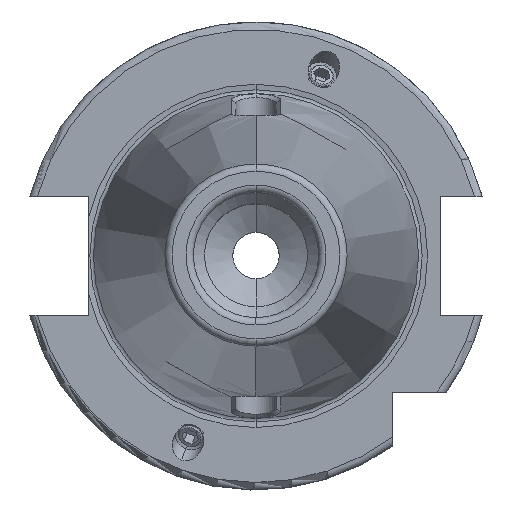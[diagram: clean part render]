
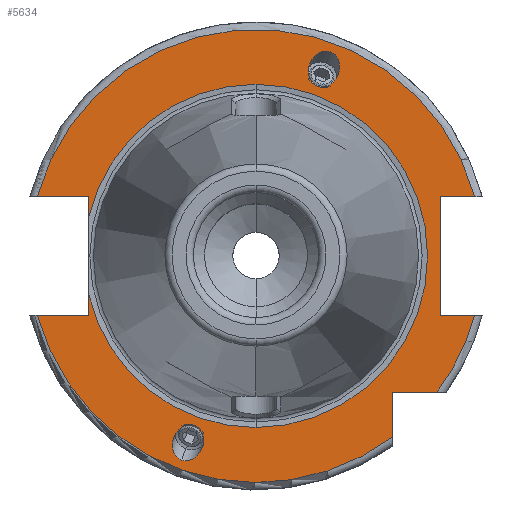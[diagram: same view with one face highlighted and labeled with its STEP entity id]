
A CAD part, top view. The second image highlights one B-rep face of the part: STEP entity #5634.
In plain terms, the highlighted planar face has unit normal (0, 0, 1).
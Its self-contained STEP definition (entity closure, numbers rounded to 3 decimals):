
#1672=DIRECTION('',(1,0,0));
#1673=VECTOR('',#1672,7.004);
#1674=CARTESIAN_POINT('',(-29.704,-8.05,18.1));
#1675=LINE('',#1674,#1673);
#1676=DIRECTION('',(0,1,0));
#1677=VECTOR('',#1676,2.753);
#1678=CARTESIAN_POINT('',(-22.7,-8.05,18.1));
#1679=LINE('',#1678,#1677);
#1680=DIRECTION('',(0,1,0));
#1681=VECTOR('',#1680,2.753);
#1682=CARTESIAN_POINT('',(-22.7,5.297,18.1));
#1683=LINE('',#1682,#1681);
#1684=DIRECTION('',(1,0,0));
#1685=VECTOR('',#1684,7.004);
#1686=CARTESIAN_POINT('',(-29.704,8.05,18.1));
#1687=LINE('',#1686,#1685);
#1688=DIRECTION('',(-1,0,0));
#1689=VECTOR('',#1688,4.704);
#1690=CARTESIAN_POINT('',(29.704,8.05,18.1));
#1691=LINE('',#1690,#1689);
#1692=DIRECTION('',(0,-1,0));
#1693=VECTOR('',#1692,16.1);
#1694=CARTESIAN_POINT('',(25,8.05,18.1));
#1695=LINE('',#1694,#1693);
#1696=DIRECTION('',(-1,0,0));
#1697=VECTOR('',#1696,4.704);
#1698=CARTESIAN_POINT('',(29.704,-8.05,18.1));
#1699=LINE('',#1698,#1697);
#1700=CARTESIAN_POINT('',(0,0,18.1));
#1701=DIRECTION('',(0,0,1));
#1702=DIRECTION('',(0.799,-0.601,0));
#1703=AXIS2_PLACEMENT_3D('',#1700,#1701,#1702);
#1705=DIRECTION('',(-1,0,0));
#1706=VECTOR('',#1705,6.094);
#1707=CARTESIAN_POINT('',(24.594,-18.5,18.1));
#1708=LINE('',#1707,#1706);
#1709=DIRECTION('',(0,1,0));
#1710=VECTOR('',#1709,6.094);
#1711=CARTESIAN_POINT('',(18.5,-24.594,18.1));
#1712=LINE('',#1711,#1710);
#1713=CARTESIAN_POINT('',(10.09,27.723,18.1));
#1714=CARTESIAN_POINT('',(9.863,27.806,18.1));
#1715=CARTESIAN_POINT('',(9.337,27.884,18.1));
#1716=CARTESIAN_POINT('',(8.455,27.594,18.1));
#1717=CARTESIAN_POINT('',(7.834,27.033,18.1));
#1718=CARTESIAN_POINT('',(7.483,26.49,18.1));
#1719=CARTESIAN_POINT('',(7.298,26.077,18.1));
#1720=CARTESIAN_POINT('',(7.174,25.641,18.1));
#1721=CARTESIAN_POINT('',(7.094,25.,18.1));
#1722=CARTESIAN_POINT('',(7.208,24.17,18.1));
#1723=CARTESIAN_POINT('',(7.698,23.381,18.1));
#1724=CARTESIAN_POINT('',(8.152,23.103,18.1));
#1725=CARTESIAN_POINT('',(8.379,23.02,18.1));
#1727=CARTESIAN_POINT('',(8.379,23.02,18.1));
#1728=CARTESIAN_POINT('',(8.606,22.937,18.1));
#1729=CARTESIAN_POINT('',(9.133,22.859,18.1));
#1730=CARTESIAN_POINT('',(10.014,23.149,18.1));
#1731=CARTESIAN_POINT('',(10.635,23.711,18.1));
#1732=CARTESIAN_POINT('',(10.986,24.253,18.1));
#1733=CARTESIAN_POINT('',(11.171,24.667,18.1));
#1734=CARTESIAN_POINT('',(11.295,25.103,18.1));
#1735=CARTESIAN_POINT('',(11.375,25.744,18.1));
#1736=CARTESIAN_POINT('',(11.261,26.573,18.1));
#1737=CARTESIAN_POINT('',(10.771,27.362,18.1));
#1738=CARTESIAN_POINT('',(10.318,27.641,18.1));
#1739=CARTESIAN_POINT('',(10.09,27.723,18.1));
#1741=CARTESIAN_POINT('',(-10.09,-27.723,18.1));
#1742=CARTESIAN_POINT('',(-10.318,-27.641,18.1));
#1743=CARTESIAN_POINT('',(-10.771,-27.362,18.1));
#1744=CARTESIAN_POINT('',(-11.261,-26.573,18.1));
#1745=CARTESIAN_POINT('',(-11.375,-25.744,18.1));
#1746=CARTESIAN_POINT('',(-11.295,-25.103,18.1));
#1747=CARTESIAN_POINT('',(-11.171,-24.667,18.1));
#1748=CARTESIAN_POINT('',(-10.986,-24.253,18.1));
#1749=CARTESIAN_POINT('',(-10.635,-23.711,18.1));
#1750=CARTESIAN_POINT('',(-10.014,-23.149,18.1));
#1751=CARTESIAN_POINT('',(-9.133,-22.859,18.1));
#1752=CARTESIAN_POINT('',(-8.606,-22.937,18.1));
#1753=CARTESIAN_POINT('',(-8.379,-23.02,18.1));
#1755=CARTESIAN_POINT('',(-8.379,-23.02,18.1));
#1756=CARTESIAN_POINT('',(-8.152,-23.103,18.1));
#1757=CARTESIAN_POINT('',(-7.698,-23.381,18.1));
#1758=CARTESIAN_POINT('',(-7.208,-24.17,18.1));
#1759=CARTESIAN_POINT('',(-7.094,-25.,18.1));
#1760=CARTESIAN_POINT('',(-7.174,-25.641,18.1));
#1761=CARTESIAN_POINT('',(-7.298,-26.077,18.1));
#1762=CARTESIAN_POINT('',(-7.483,-26.49,18.1));
#1763=CARTESIAN_POINT('',(-7.834,-27.033,18.1));
#1764=CARTESIAN_POINT('',(-8.455,-27.594,18.1));
#1765=CARTESIAN_POINT('',(-9.337,-27.884,18.1));
#1766=CARTESIAN_POINT('',(-9.863,-27.806,18.1));
#1767=CARTESIAN_POINT('',(-10.09,-27.723,18.1));
#1777=CARTESIAN_POINT('',(0,0,18.1));
#1778=DIRECTION('',(0,0,1));
#1779=DIRECTION('',(0,1,0));
#1780=AXIS2_PLACEMENT_3D('',#1777,#1778,#1779);
#1790=CARTESIAN_POINT('',(0,0,18.1));
#1791=DIRECTION('',(0,0,1));
#1792=DIRECTION('',(-0.974,-0.227,0));
#1793=AXIS2_PLACEMENT_3D('',#1790,#1791,#1792);
#1795=CARTESIAN_POINT('',(0,0,18.1));
#1796=DIRECTION('',(0,0,-1));
#1797=DIRECTION('',(0,1,0));
#1798=AXIS2_PLACEMENT_3D('',#1795,#1796,#1797);
#1899=CARTESIAN_POINT('',(0,0,18.1));
#1900=DIRECTION('',(0,0,1));
#1901=DIRECTION('',(0.965,0.262,0));
#1902=AXIS2_PLACEMENT_3D('',#1899,#1900,#1901);
#1950=CARTESIAN_POINT('',(0,0,18.1));
#1951=DIRECTION('',(0,0,1));
#1952=DIRECTION('',(-0.965,-0.262,0));
#1953=AXIS2_PLACEMENT_3D('',#1950,#1951,#1952);
#3451=CARTESIAN_POINT('',(-29.704,-8.05,18.1));
#3452=CARTESIAN_POINT('',(-22.7,-8.05,18.1));
#3453=VERTEX_POINT('',#3451);
#3454=VERTEX_POINT('',#3452);
#3455=CARTESIAN_POINT('',(-22.7,-5.297,18.1));
#3456=VERTEX_POINT('',#3455);
#3457=CARTESIAN_POINT('',(-22.7,5.297,18.1));
#3458=CARTESIAN_POINT('',(-22.7,8.05,18.1));
#3459=VERTEX_POINT('',#3457);
#3460=VERTEX_POINT('',#3458);
#3461=CARTESIAN_POINT('',(-29.704,8.05,18.1));
#3462=VERTEX_POINT('',#3461);
#3463=CARTESIAN_POINT('',(25,8.05,18.1));
#3464=CARTESIAN_POINT('',(25,-8.05,18.1));
#3465=VERTEX_POINT('',#3463);
#3466=VERTEX_POINT('',#3464);
#3467=CARTESIAN_POINT('',(29.704,-8.05,18.1));
#3468=VERTEX_POINT('',#3467);
#3469=CARTESIAN_POINT('',(29.704,8.05,18.1));
#3470=VERTEX_POINT('',#3469);
#3471=CARTESIAN_POINT('',(18.5,-24.594,18.1));
#3472=CARTESIAN_POINT('',(18.5,-18.5,18.1));
#3473=VERTEX_POINT('',#3471);
#3474=VERTEX_POINT('',#3472);
#3475=CARTESIAN_POINT('',(24.594,-18.5,18.1));
#3476=VERTEX_POINT('',#3475);
#3523=VERTEX_POINT('',#1713);
#3524=VERTEX_POINT('',#1725);
#3568=CARTESIAN_POINT('',(-10.09,-27.723,18.1));
#3570=VERTEX_POINT('',#3568);
#3571=CARTESIAN_POINT('',(-8.379,-23.02,18.1));
#3572=VERTEX_POINT('',#3571);
#3613=CARTESIAN_POINT('',(0,23.31,18.1));
#3614=VERTEX_POINT('',#3613);
#3615=CARTESIAN_POINT('',(0,-23.31,18.1));
#3616=VERTEX_POINT('',#3615);
#5594=CARTESIAN_POINT('',(0,0,18.1));
#5595=DIRECTION('',(0,0,-1));
#5596=DIRECTION('',(0,-1,0));
#5597=AXIS2_PLACEMENT_3D('',#5594,#5595,#5596);
#5598=PLANE('',#5597);
#5599=ORIENTED_EDGE('',*,*,#5169,.T.);
#5600=ORIENTED_EDGE('',*,*,#4733,.T.);
#5602=ORIENTED_EDGE('',*,*,#5601,.T.);
#5604=ORIENTED_EDGE('',*,*,#5603,.F.);
#5606=ORIENTED_EDGE('',*,*,#5605,.T.);
#5607=ORIENTED_EDGE('',*,*,#4729,.T.);
#5608=ORIENTED_EDGE('',*,*,#4759,.F.);
#5610=ORIENTED_EDGE('',*,*,#5609,.F.);
#5611=ORIENTED_EDGE('',*,*,#5449,.T.);
#5612=ORIENTED_EDGE('',*,*,#5582,.T.);
#5613=ORIENTED_EDGE('',*,*,#4951,.F.);
#5615=ORIENTED_EDGE('',*,*,#5614,.F.);
#5616=ORIENTED_EDGE('',*,*,#5049,.T.);
#5617=ORIENTED_EDGE('',*,*,#5356,.F.);
#5619=ORIENTED_EDGE('',*,*,#5618,.F.);
#5620=EDGE_LOOP('',(#5599,#5600,#5602,#5604,#5606,#5607,#5608,#5610,#5611,#5612,
#5613,#5615,#5616,#5617,#5619));
#5621=FACE_OUTER_BOUND('',#5620,.F.);
#5623=ORIENTED_EDGE('',*,*,#5622,.T.);
#5625=ORIENTED_EDGE('',*,*,#5624,.T.);
#5626=EDGE_LOOP('',(#5623,#5625));
#5627=FACE_BOUND('',#5626,.F.);
#5629=ORIENTED_EDGE('',*,*,#5628,.F.);
#5631=ORIENTED_EDGE('',*,*,#5630,.F.);
#5632=EDGE_LOOP('',(#5629,#5631));
#5633=FACE_BOUND('',#5632,.F.);
#5634=ADVANCED_FACE('',(#5621,#5627,#5633),#5598,.F.);
#1704=CIRCLE('',#1703,30.775);
#1726=B_SPLINE_CURVE_WITH_KNOTS('',3,(#1713,#1714,#1715,#1716,#1717,#1718,#1719,
#1720,#1721,#1722,#1723,#1724,#1725),.UNSPECIFIED.,.F.,.F.,(4,1,1,1,1,1,1,1,1,1,
4),(0,0.125,0.25,0.375,0.438,0.5,0.563,0.625,0.75,0.875,
1.0),.UNSPECIFIED.);
#1740=B_SPLINE_CURVE_WITH_KNOTS('',3,(#1727,#1728,#1729,#1730,#1731,#1732,#1733,
#1734,#1735,#1736,#1737,#1738,#1739),.UNSPECIFIED.,.F.,.F.,(4,1,1,1,1,1,1,1,1,1,
4),(0,0.125,0.25,0.375,0.438,0.5,0.563,0.625,0.75,0.875,
1.0),.UNSPECIFIED.);
#1754=B_SPLINE_CURVE_WITH_KNOTS('',3,(#1741,#1742,#1743,#1744,#1745,#1746,#1747,
#1748,#1749,#1750,#1751,#1752,#1753),.UNSPECIFIED.,.F.,.F.,(4,1,1,1,1,1,1,1,1,1,
4),(0,0.125,0.25,0.375,0.438,0.5,0.563,0.625,0.75,0.875,
1.0),.UNSPECIFIED.);
#1768=B_SPLINE_CURVE_WITH_KNOTS('',3,(#1755,#1756,#1757,#1758,#1759,#1760,#1761,
#1762,#1763,#1764,#1765,#1766,#1767),.UNSPECIFIED.,.F.,.F.,(4,1,1,1,1,1,1,1,1,1,
4),(0,0.125,0.25,0.375,0.438,0.5,0.563,0.625,0.75,0.875,
1.0),.UNSPECIFIED.);
#1781=CIRCLE('',#1780,23.31);
#1794=CIRCLE('',#1793,23.31);
#1799=CIRCLE('',#1798,23.31);
#1903=CIRCLE('',#1902,30.775);
#1954=CIRCLE('',#1953,30.775);
#4729=EDGE_CURVE('',#3459,#3460,#1683,.T.);
#4733=EDGE_CURVE('',#3454,#3456,#1679,.T.);
#4759=EDGE_CURVE('',#3462,#3460,#1687,.T.);
#4951=EDGE_CURVE('',#3468,#3466,#1699,.T.);
#5049=EDGE_CURVE('',#3476,#3474,#1708,.T.);
#5169=EDGE_CURVE('',#3453,#3454,#1675,.T.);
#5356=EDGE_CURVE('',#3473,#3474,#1712,.T.);
#5449=EDGE_CURVE('',#3470,#3465,#1691,.T.);
#5582=EDGE_CURVE('',#3465,#3466,#1695,.T.);
#5601=EDGE_CURVE('',#3456,#3616,#1794,.T.);
#5603=EDGE_CURVE('',#3614,#3616,#1799,.T.);
#5605=EDGE_CURVE('',#3614,#3459,#1781,.T.);
#5609=EDGE_CURVE('',#3470,#3462,#1903,.T.);
#5614=EDGE_CURVE('',#3476,#3468,#1704,.T.);
#5618=EDGE_CURVE('',#3453,#3473,#1954,.T.);
#5622=EDGE_CURVE('',#3523,#3524,#1726,.T.);
#5624=EDGE_CURVE('',#3524,#3523,#1740,.T.);
#5628=EDGE_CURVE('',#3570,#3572,#1754,.T.);
#5630=EDGE_CURVE('',#3572,#3570,#1768,.T.);
